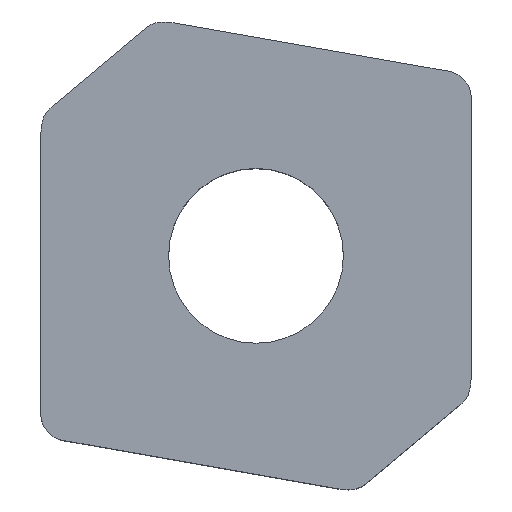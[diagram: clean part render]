
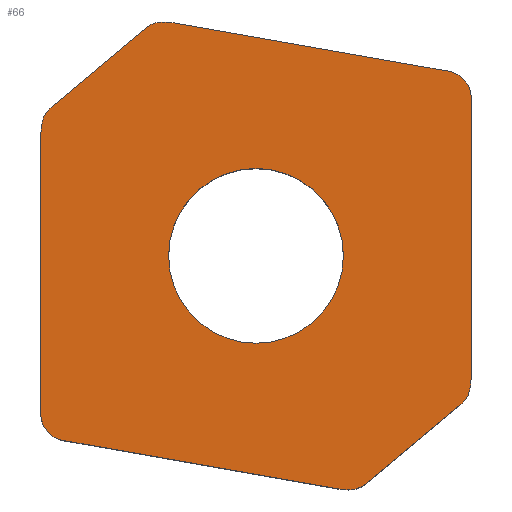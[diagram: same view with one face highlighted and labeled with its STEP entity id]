
A CAD part, top view. The second image highlights one B-rep face of the part: STEP entity #66.
In plain terms, the highlighted planar face has unit normal (0, 0, 1).
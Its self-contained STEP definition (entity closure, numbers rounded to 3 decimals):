
#37=FACE_BOUND('',#113,.T.);
#38=FACE_BOUND('',#114,.T.);
#47=PLANE('',#448);
#66=ADVANCED_FACE('',(#37,#38),#47,.T.);
#113=EDGE_LOOP('',(#239,#240,#241,#242,#243,#244,#245,#246,#247,#248,#249,
#250,#251,#252,#253,#254));
#114=EDGE_LOOP('',(#255));
#121=LINE('',#659,#149);
#129=LINE('',#686,#157);
#135=LINE('',#703,#163);
#138=LINE('',#709,#166);
#141=LINE('',#715,#169);
#144=LINE('',#721,#172);
#149=VECTOR('',#466,1.);
#157=VECTOR('',#488,1.);
#163=VECTOR('',#502,1.);
#166=VECTOR('',#507,1.);
#169=VECTOR('',#512,1.);
#172=VECTOR('',#517,1.);
#239=ORIENTED_EDGE('',*,*,#350,.F.);
#240=ORIENTED_EDGE('',*,*,#313,.F.);
#241=ORIENTED_EDGE('',*,*,#346,.F.);
#242=ORIENTED_EDGE('',*,*,#309,.F.);
#243=ORIENTED_EDGE('',*,*,#339,.T.);
#244=ORIENTED_EDGE('',*,*,#344,.T.);
#245=ORIENTED_EDGE('',*,*,#336,.T.);
#246=ORIENTED_EDGE('',*,*,#329,.F.);
#247=ORIENTED_EDGE('',*,*,#354,.F.);
#248=ORIENTED_EDGE('',*,*,#325,.F.);
#249=ORIENTED_EDGE('',*,*,#352,.F.);
#250=ORIENTED_EDGE('',*,*,#321,.F.);
#251=ORIENTED_EDGE('',*,*,#342,.T.);
#252=ORIENTED_EDGE('',*,*,#348,.T.);
#253=ORIENTED_EDGE('',*,*,#333,.T.);
#254=ORIENTED_EDGE('',*,*,#317,.F.);
#255=ORIENTED_EDGE('',*,*,#356,.F.);
#275=VERTEX_POINT('',#649);
#276=VERTEX_POINT('',#651);
#279=VERTEX_POINT('',#658);
#280=VERTEX_POINT('',#660);
#283=VERTEX_POINT('',#667);
#284=VERTEX_POINT('',#669);
#287=VERTEX_POINT('',#676);
#288=VERTEX_POINT('',#678);
#291=VERTEX_POINT('',#685);
#292=VERTEX_POINT('',#687);
#295=VERTEX_POINT('',#694);
#296=VERTEX_POINT('',#696);
#298=VERTEX_POINT('',#701);
#299=VERTEX_POINT('',#706);
#302=VERTEX_POINT('',#714);
#304=VERTEX_POINT('',#720);
#306=VERTEX_POINT('',#744);
#309=EDGE_CURVE('',#275,#276,#358,.T.);
#313=EDGE_CURVE('',#279,#280,#121,.T.);
#317=EDGE_CURVE('',#283,#284,#360,.T.);
#321=EDGE_CURVE('',#287,#288,#362,.T.);
#325=EDGE_CURVE('',#291,#292,#129,.T.);
#329=EDGE_CURVE('',#295,#296,#364,.T.);
#333=EDGE_CURVE('',#298,#284,#135,.T.);
#336=EDGE_CURVE('',#299,#296,#138,.T.);
#339=EDGE_CURVE('',#275,#302,#141,.T.);
#342=EDGE_CURVE('',#287,#304,#144,.T.);
#344=EDGE_CURVE('',#302,#299,#366,.T.);
#346=EDGE_CURVE('',#276,#279,#368,.T.);
#348=EDGE_CURVE('',#304,#298,#370,.T.);
#350=EDGE_CURVE('',#280,#283,#372,.T.);
#352=EDGE_CURVE('',#288,#291,#374,.T.);
#354=EDGE_CURVE('',#292,#295,#376,.T.);
#356=EDGE_CURVE('',#306,#306,#378,.T.);
#358=CIRCLE('',#410,3.);
#360=CIRCLE('',#414,3.);
#362=CIRCLE('',#417,3.);
#364=CIRCLE('',#421,3.);
#366=CIRCLE('',#428,0.794);
#368=CIRCLE('',#431,0.8);
#370=CIRCLE('',#434,0.794);
#372=CIRCLE('',#437,0.8);
#374=CIRCLE('',#440,0.8);
#376=CIRCLE('',#443,0.8);
#378=CIRCLE('',#446,2.578);
#410=AXIS2_PLACEMENT_3D('',#650,#459,#460);
#414=AXIS2_PLACEMENT_3D('',#668,#473,#474);
#417=AXIS2_PLACEMENT_3D('',#677,#481,#482);
#421=AXIS2_PLACEMENT_3D('',#695,#495,#496);
#428=AXIS2_PLACEMENT_3D('',#724,#522,#523);
#431=AXIS2_PLACEMENT_3D('',#727,#528,#529);
#434=AXIS2_PLACEMENT_3D('',#730,#534,#535);
#437=AXIS2_PLACEMENT_3D('',#733,#540,#541);
#440=AXIS2_PLACEMENT_3D('',#736,#546,#547);
#443=AXIS2_PLACEMENT_3D('',#739,#552,#553);
#446=AXIS2_PLACEMENT_3D('',#743,#558,#559);
#448=AXIS2_PLACEMENT_3D('',#746,#562,#563);
#459=DIRECTION('',(0.,0.,-1.));
#460=DIRECTION('',(1.,0.,0.));
#466=DIRECTION('',(-0.766,-0.643,0.));
#473=DIRECTION('',(0.,0.,-1.));
#474=DIRECTION('',(1.,0.,0.));
#481=DIRECTION('',(0.,0.,-1.));
#482=DIRECTION('',(1.,0.,0.));
#488=DIRECTION('',(0.766,0.643,0.));
#495=DIRECTION('',(0.,0.,-1.));
#496=DIRECTION('',(1.,0.,0.));
#502=DIRECTION('',(0.985,-0.174,0.));
#507=DIRECTION('',(-0.985,0.174,0.));
#512=DIRECTION('',(0.,1.,0.));
#517=DIRECTION('',(0.,-1.,0.));
#522=DIRECTION('',(0.,0.,1.));
#523=DIRECTION('',(1.,0.,0.));
#528=DIRECTION('',(0.,0.,-1.));
#529=DIRECTION('',(1.,0.,0.));
#534=DIRECTION('',(0.,0.,1.));
#535=DIRECTION('',(1.,0.,0.));
#540=DIRECTION('',(0.,0.,-1.));
#541=DIRECTION('',(1.,0.,0.));
#546=DIRECTION('',(0.,0.,-1.));
#547=DIRECTION('',(1.,0.,0.));
#552=DIRECTION('',(0.,0.,-1.));
#553=DIRECTION('',(1.,0.,0.));
#558=DIRECTION('',(0.,0.,1.));
#559=DIRECTION('',(1.,0.,0.));
#562=DIRECTION('',(0.,0.,1.));
#563=DIRECTION('',(1.,0.,0.));
#649=CARTESIAN_POINT('',(6.35,-3.463,0.));
#650=CARTESIAN_POINT('',(3.35,-3.463,0.));
#651=CARTESIAN_POINT('',(6.321,-3.881,0.));
#658=CARTESIAN_POINT('',(6.043,-4.382,0.));
#659=CARTESIAN_POINT('',(4.655,-5.547,0.));
#660=CARTESIAN_POINT('',(3.267,-6.712,0.));
#667=CARTESIAN_POINT('',(2.724,-6.899,0.));
#668=CARTESIAN_POINT('',(2.829,-3.901,0.));
#669=CARTESIAN_POINT('',(2.308,-6.855,0.));
#676=CARTESIAN_POINT('',(-6.35,3.463,0.));
#677=CARTESIAN_POINT('',(-3.35,3.463,0.));
#678=CARTESIAN_POINT('',(-6.321,3.881,0.));
#685=CARTESIAN_POINT('',(-6.043,4.382,0.));
#686=CARTESIAN_POINT('',(-4.655,5.547,0.));
#687=CARTESIAN_POINT('',(-3.267,6.712,0.));
#694=CARTESIAN_POINT('',(-2.724,6.899,0.));
#695=CARTESIAN_POINT('',(-2.829,3.901,0.));
#696=CARTESIAN_POINT('',(-2.308,6.855,0.));
#701=CARTESIAN_POINT('',(-5.694,-5.444,0.));
#703=CARTESIAN_POINT('',(-8.707,-4.913,0.));
#706=CARTESIAN_POINT('',(5.694,5.444,0.));
#709=CARTESIAN_POINT('',(8.707,4.913,0.));
#714=CARTESIAN_POINT('',(6.35,4.662,0.));
#715=CARTESIAN_POINT('',(6.35,7.722,0.));
#720=CARTESIAN_POINT('',(-6.35,-4.662,0.));
#721=CARTESIAN_POINT('',(-6.35,-7.722,0.));
#724=CARTESIAN_POINT('',(5.556,4.662,0.));
#727=CARTESIAN_POINT('',(5.529,-3.77,0.));
#730=CARTESIAN_POINT('',(-5.556,-4.662,0.));
#733=CARTESIAN_POINT('',(2.752,-6.099,0.));
#736=CARTESIAN_POINT('',(-5.529,3.77,0.));
#739=CARTESIAN_POINT('',(-2.752,6.099,0.));
#743=CARTESIAN_POINT('',(0.,0.,0.));
#744=CARTESIAN_POINT('',(2.578,0.,0.));
#746=CARTESIAN_POINT('',(0.,0.,0.));
